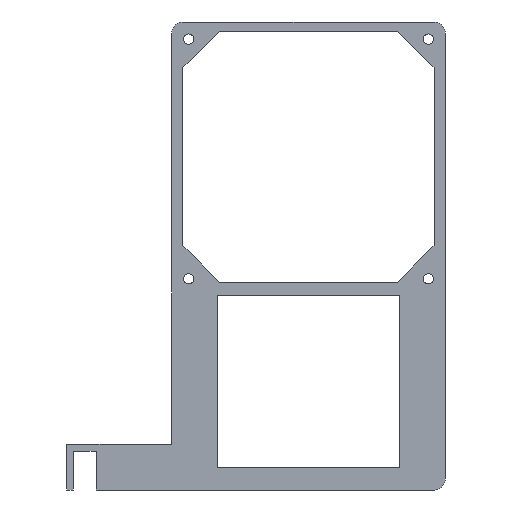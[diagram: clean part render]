
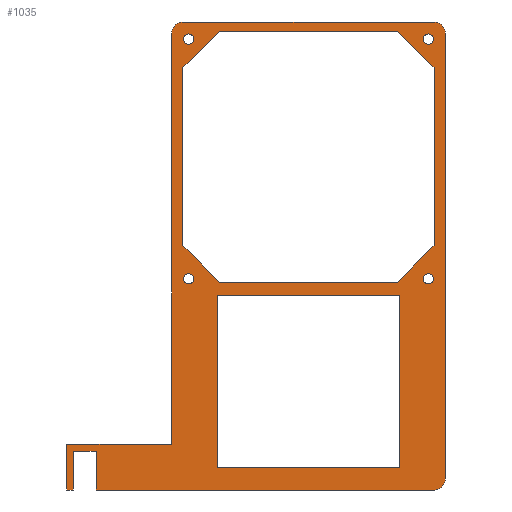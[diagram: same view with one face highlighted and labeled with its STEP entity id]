
A CAD part, front view. The second image highlights one B-rep face of the part: STEP entity #1035.
In plain terms, the highlighted planar face has unit normal (0, -1, 0).
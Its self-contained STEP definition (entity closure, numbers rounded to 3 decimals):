
#27=FACE_BOUND('',#125,.T.);
#28=FACE_BOUND('',#126,.T.);
#29=FACE_BOUND('',#127,.T.);
#30=FACE_BOUND('',#128,.T.);
#31=FACE_BOUND('',#129,.T.);
#32=FACE_BOUND('',#130,.T.);
#40=CIRCLE('',#1106,5.);
#41=CIRCLE('',#1109,5.);
#42=CIRCLE('',#1110,5.);
#43=CIRCLE('',#1111,2.25);
#44=CIRCLE('',#1112,2.25);
#45=CIRCLE('',#1113,2.25);
#46=CIRCLE('',#1114,2.25);
#68=FACE_OUTER_BOUND('',#124,.T.);
#124=EDGE_LOOP('',(#814,#815,#816,#817,#818,#819,#820,#821,#822,#823,#824,
#825,#826,#827));
#125=EDGE_LOOP('',(#828,#829,#830,#831));
#126=EDGE_LOOP('',(#832,#833,#834,#835,#836,#837,#838,#839));
#127=EDGE_LOOP('',(#840));
#128=EDGE_LOOP('',(#841));
#129=EDGE_LOOP('',(#842));
#130=EDGE_LOOP('',(#843));
#242=LINE('',#1593,#376);
#245=LINE('',#1598,#379);
#246=LINE('',#1602,#380);
#247=LINE('',#1606,#381);
#248=LINE('',#1608,#382);
#249=LINE('',#1610,#383);
#250=LINE('',#1612,#384);
#251=LINE('',#1614,#385);
#252=LINE('',#1616,#386);
#253=LINE('',#1618,#387);
#254=LINE('',#1619,#388);
#255=LINE('',#1622,#389);
#256=LINE('',#1624,#390);
#257=LINE('',#1626,#391);
#258=LINE('',#1627,#392);
#259=LINE('',#1630,#393);
#260=LINE('',#1632,#394);
#261=LINE('',#1634,#395);
#262=LINE('',#1636,#396);
#263=LINE('',#1638,#397);
#264=LINE('',#1640,#398);
#265=LINE('',#1642,#399);
#266=LINE('',#1643,#400);
#376=VECTOR('',#1286,10.);
#379=VECTOR('',#1291,10.);
#380=VECTOR('',#1294,10.);
#381=VECTOR('',#1297,10.);
#382=VECTOR('',#1298,10.);
#383=VECTOR('',#1299,10.);
#384=VECTOR('',#1300,10.);
#385=VECTOR('',#1301,10.);
#386=VECTOR('',#1302,10.);
#387=VECTOR('',#1303,10.);
#388=VECTOR('',#1304,10.);
#389=VECTOR('',#1305,10.);
#390=VECTOR('',#1306,10.);
#391=VECTOR('',#1307,10.);
#392=VECTOR('',#1308,10.);
#393=VECTOR('',#1309,10.);
#394=VECTOR('',#1310,10.);
#395=VECTOR('',#1311,10.);
#396=VECTOR('',#1312,10.);
#397=VECTOR('',#1313,10.);
#398=VECTOR('',#1314,10.);
#399=VECTOR('',#1315,10.);
#400=VECTOR('',#1316,10.);
#496=VERTEX_POINT('',#1586);
#497=VERTEX_POINT('',#1588);
#498=VERTEX_POINT('',#1592);
#499=VERTEX_POINT('',#1597);
#500=VERTEX_POINT('',#1599);
#501=VERTEX_POINT('',#1601);
#502=VERTEX_POINT('',#1603);
#503=VERTEX_POINT('',#1605);
#504=VERTEX_POINT('',#1607);
#505=VERTEX_POINT('',#1609);
#506=VERTEX_POINT('',#1611);
#507=VERTEX_POINT('',#1613);
#508=VERTEX_POINT('',#1615);
#509=VERTEX_POINT('',#1617);
#510=VERTEX_POINT('',#1620);
#511=VERTEX_POINT('',#1621);
#512=VERTEX_POINT('',#1623);
#513=VERTEX_POINT('',#1625);
#514=VERTEX_POINT('',#1628);
#515=VERTEX_POINT('',#1629);
#516=VERTEX_POINT('',#1631);
#517=VERTEX_POINT('',#1633);
#518=VERTEX_POINT('',#1635);
#519=VERTEX_POINT('',#1637);
#520=VERTEX_POINT('',#1639);
#521=VERTEX_POINT('',#1641);
#522=VERTEX_POINT('',#1644);
#523=VERTEX_POINT('',#1646);
#524=VERTEX_POINT('',#1648);
#525=VERTEX_POINT('',#1650);
#614=EDGE_CURVE('',#496,#497,#40,.T.);
#616=EDGE_CURVE('',#498,#497,#242,.T.);
#619=EDGE_CURVE('',#496,#499,#245,.T.);
#620=EDGE_CURVE('',#500,#499,#41,.T.);
#621=EDGE_CURVE('',#500,#501,#246,.T.);
#622=EDGE_CURVE('',#502,#501,#42,.T.);
#623=EDGE_CURVE('',#502,#503,#247,.T.);
#624=EDGE_CURVE('',#503,#504,#248,.T.);
#625=EDGE_CURVE('',#505,#504,#249,.T.);
#626=EDGE_CURVE('',#506,#505,#250,.T.);
#627=EDGE_CURVE('',#507,#506,#251,.T.);
#628=EDGE_CURVE('',#508,#507,#252,.T.);
#629=EDGE_CURVE('',#509,#508,#253,.T.);
#630=EDGE_CURVE('',#498,#509,#254,.T.);
#631=EDGE_CURVE('',#510,#511,#255,.T.);
#632=EDGE_CURVE('',#511,#512,#256,.T.);
#633=EDGE_CURVE('',#512,#513,#257,.T.);
#634=EDGE_CURVE('',#513,#510,#258,.T.);
#635=EDGE_CURVE('',#514,#515,#259,.T.);
#636=EDGE_CURVE('',#515,#516,#260,.T.);
#637=EDGE_CURVE('',#516,#517,#261,.T.);
#638=EDGE_CURVE('',#517,#518,#262,.T.);
#639=EDGE_CURVE('',#518,#519,#263,.T.);
#640=EDGE_CURVE('',#519,#520,#264,.T.);
#641=EDGE_CURVE('',#520,#521,#265,.T.);
#642=EDGE_CURVE('',#521,#514,#266,.T.);
#643=EDGE_CURVE('',#522,#522,#43,.T.);
#644=EDGE_CURVE('',#523,#523,#44,.T.);
#645=EDGE_CURVE('',#524,#524,#45,.T.);
#646=EDGE_CURVE('',#525,#525,#46,.T.);
#814=ORIENTED_EDGE('',*,*,#614,.F.);
#815=ORIENTED_EDGE('',*,*,#619,.T.);
#816=ORIENTED_EDGE('',*,*,#620,.F.);
#817=ORIENTED_EDGE('',*,*,#621,.T.);
#818=ORIENTED_EDGE('',*,*,#622,.F.);
#819=ORIENTED_EDGE('',*,*,#623,.T.);
#820=ORIENTED_EDGE('',*,*,#624,.T.);
#821=ORIENTED_EDGE('',*,*,#625,.F.);
#822=ORIENTED_EDGE('',*,*,#626,.F.);
#823=ORIENTED_EDGE('',*,*,#627,.F.);
#824=ORIENTED_EDGE('',*,*,#628,.F.);
#825=ORIENTED_EDGE('',*,*,#629,.F.);
#826=ORIENTED_EDGE('',*,*,#630,.F.);
#827=ORIENTED_EDGE('',*,*,#616,.T.);
#828=ORIENTED_EDGE('',*,*,#631,.T.);
#829=ORIENTED_EDGE('',*,*,#632,.T.);
#830=ORIENTED_EDGE('',*,*,#633,.T.);
#831=ORIENTED_EDGE('',*,*,#634,.T.);
#832=ORIENTED_EDGE('',*,*,#635,.T.);
#833=ORIENTED_EDGE('',*,*,#636,.T.);
#834=ORIENTED_EDGE('',*,*,#637,.T.);
#835=ORIENTED_EDGE('',*,*,#638,.T.);
#836=ORIENTED_EDGE('',*,*,#639,.T.);
#837=ORIENTED_EDGE('',*,*,#640,.T.);
#838=ORIENTED_EDGE('',*,*,#641,.T.);
#839=ORIENTED_EDGE('',*,*,#642,.T.);
#840=ORIENTED_EDGE('',*,*,#643,.T.);
#841=ORIENTED_EDGE('',*,*,#644,.T.);
#842=ORIENTED_EDGE('',*,*,#645,.T.);
#843=ORIENTED_EDGE('',*,*,#646,.T.);
#990=PLANE('',#1108);
#1035=ADVANCED_FACE('',(#68,#27,#28,#29,#30,#31,#32),#990,.F.);
#1106=AXIS2_PLACEMENT_3D('',#1589,#1281,#1282);
#1108=AXIS2_PLACEMENT_3D('',#1596,#1289,#1290);
#1109=AXIS2_PLACEMENT_3D('',#1600,#1292,#1293);
#1110=AXIS2_PLACEMENT_3D('',#1604,#1295,#1296);
#1111=AXIS2_PLACEMENT_3D('',#1645,#1317,#1318);
#1112=AXIS2_PLACEMENT_3D('',#1647,#1319,#1320);
#1113=AXIS2_PLACEMENT_3D('',#1649,#1321,#1322);
#1114=AXIS2_PLACEMENT_3D('',#1651,#1323,#1324);
#1281=DIRECTION('center_axis',(0.,1.,0.));
#1282=DIRECTION('ref_axis',(0.707,0.,-0.707));
#1286=DIRECTION('',(1.,0.,0.));
#1289=DIRECTION('center_axis',(0.,1.,0.));
#1290=DIRECTION('ref_axis',(1.,0.,0.));
#1291=DIRECTION('',(0.,0.,1.));
#1292=DIRECTION('center_axis',(0.,1.,0.));
#1293=DIRECTION('ref_axis',(0.707,0.,0.707));
#1294=DIRECTION('',(-1.,0.,0.));
#1295=DIRECTION('center_axis',(0.,1.,0.));
#1296=DIRECTION('ref_axis',(-0.707,0.,0.707));
#1297=DIRECTION('',(0.,0.,-1.));
#1298=DIRECTION('',(-1.,0.,0.));
#1299=DIRECTION('',(1.,0.,0.));
#1300=DIRECTION('',(0.,0.,1.));
#1301=DIRECTION('',(-1.,0.,0.));
#1302=DIRECTION('',(0.,0.,-1.));
#1303=DIRECTION('',(-1.,0.,0.));
#1304=DIRECTION('',(0.,0.,1.));
#1305=DIRECTION('',(0.,0.,1.));
#1306=DIRECTION('',(1.,0.,0.));
#1307=DIRECTION('',(0.,0.,-1.));
#1308=DIRECTION('',(-1.,0.,0.));
#1309=DIRECTION('',(-0.707,0.,0.707));
#1310=DIRECTION('',(0.,0.,1.));
#1311=DIRECTION('',(0.707,0.,0.707));
#1312=DIRECTION('',(1.,0.,0.));
#1313=DIRECTION('',(0.707,0.,-0.707));
#1314=DIRECTION('',(0.,0.,-1.));
#1315=DIRECTION('',(-0.706,0.,-0.708));
#1316=DIRECTION('',(-1.,0.,0.));
#1317=DIRECTION('center_axis',(0.,1.,0.));
#1318=DIRECTION('ref_axis',(1.,0.,0.));
#1319=DIRECTION('center_axis',(0.,1.,0.));
#1320=DIRECTION('ref_axis',(1.,0.,0.));
#1321=DIRECTION('center_axis',(0.,1.,0.));
#1322=DIRECTION('ref_axis',(1.,0.,0.));
#1323=DIRECTION('center_axis',(0.,1.,0.));
#1324=DIRECTION('ref_axis',(1.,0.,0.));
#1586=CARTESIAN_POINT('',(166.,0.,5.));
#1588=CARTESIAN_POINT('',(161.,0.,0.));
#1589=CARTESIAN_POINT('Origin',(161.,0.,5.));
#1592=CARTESIAN_POINT('',(13.,0.,0.));
#1593=CARTESIAN_POINT('',(16.,0.,0.));
#1596=CARTESIAN_POINT('Origin',(8.,0.,10.));
#1597=CARTESIAN_POINT('',(166.,0.,200.));
#1598=CARTESIAN_POINT('',(166.,0.,0.));
#1599=CARTESIAN_POINT('',(161.,0.,205.));
#1600=CARTESIAN_POINT('Origin',(161.,0.,200.));
#1601=CARTESIAN_POINT('',(51.,0.,205.));
#1602=CARTESIAN_POINT('',(166.,0.,205.));
#1603=CARTESIAN_POINT('',(46.,0.,200.));
#1604=CARTESIAN_POINT('Origin',(51.,0.,200.));
#1605=CARTESIAN_POINT('',(46.,0.,20.));
#1606=CARTESIAN_POINT('',(46.,0.,205.));
#1607=CARTESIAN_POINT('',(16.,0.,20.));
#1608=CARTESIAN_POINT('',(46.,0.,20.));
#1609=CARTESIAN_POINT('',(0.,0.,20.));
#1610=CARTESIAN_POINT('',(0.,0.,20.));
#1611=CARTESIAN_POINT('',(0.,0.,0.));
#1612=CARTESIAN_POINT('',(0.,0.,0.));
#1613=CARTESIAN_POINT('',(3.,0.,0.));
#1614=CARTESIAN_POINT('',(3.,0.,0.));
#1615=CARTESIAN_POINT('',(3.,0.,17.));
#1616=CARTESIAN_POINT('',(3.,0.,17.));
#1617=CARTESIAN_POINT('',(13.,0.,17.));
#1618=CARTESIAN_POINT('',(13.,0.,17.));
#1619=CARTESIAN_POINT('',(13.,0.,0.));
#1620=CARTESIAN_POINT('',(66.,0.,10.));
#1621=CARTESIAN_POINT('',(66.,0.,85.));
#1622=CARTESIAN_POINT('',(66.,0.,0.));
#1623=CARTESIAN_POINT('',(146.,0.,85.));
#1624=CARTESIAN_POINT('',(66.,0.,85.));
#1625=CARTESIAN_POINT('',(146.,0.,10.));
#1626=CARTESIAN_POINT('',(146.,0.,85.));
#1627=CARTESIAN_POINT('',(150.,0.,10.));
#1628=CARTESIAN_POINT('',(67.,0.,91.));
#1629=CARTESIAN_POINT('',(51.,0.,107.));
#1630=CARTESIAN_POINT('',(72.5,0.,85.5));
#1631=CARTESIAN_POINT('',(51.,0.,185.));
#1632=CARTESIAN_POINT('',(51.,0.,58.5));
#1633=CARTESIAN_POINT('',(67.,0.,201.));
#1634=CARTESIAN_POINT('',(-3.5,0.,130.5));
#1635=CARTESIAN_POINT('',(145.,0.,201.));
#1636=CARTESIAN_POINT('',(37.5,0.,201.));
#1637=CARTESIAN_POINT('',(160.971,0.,185.029));
#1638=CARTESIAN_POINT('',(158.5,0.,187.5));
#1639=CARTESIAN_POINT('',(160.971,0.,107.029));
#1640=CARTESIAN_POINT('',(160.971,0.,97.514));
#1641=CARTESIAN_POINT('',(145.,0.,91.));
#1642=CARTESIAN_POINT('',(98.608,0.,44.442));
#1643=CARTESIAN_POINT('',(76.5,0.,91.));
#1644=CARTESIAN_POINT('',(51.25,0.,197.5));
#1645=CARTESIAN_POINT('Origin',(53.5,0.,197.5));
#1646=CARTESIAN_POINT('',(156.25,0.,197.5));
#1647=CARTESIAN_POINT('Origin',(158.5,0.,197.5));
#1648=CARTESIAN_POINT('',(156.25,0.,92.5));
#1649=CARTESIAN_POINT('Origin',(158.5,0.,92.5));
#1650=CARTESIAN_POINT('',(51.25,0.,92.5));
#1651=CARTESIAN_POINT('Origin',(53.5,0.,92.5));
